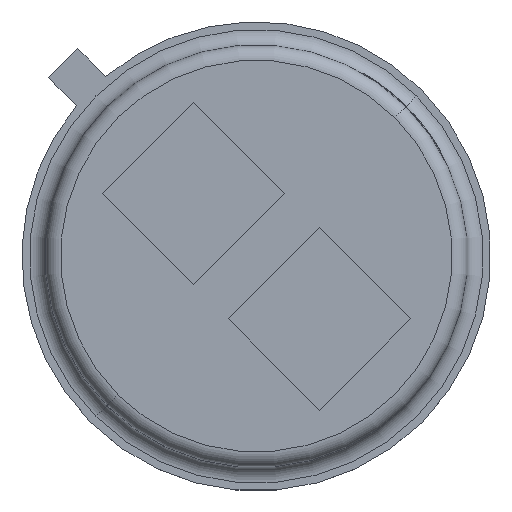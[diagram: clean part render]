
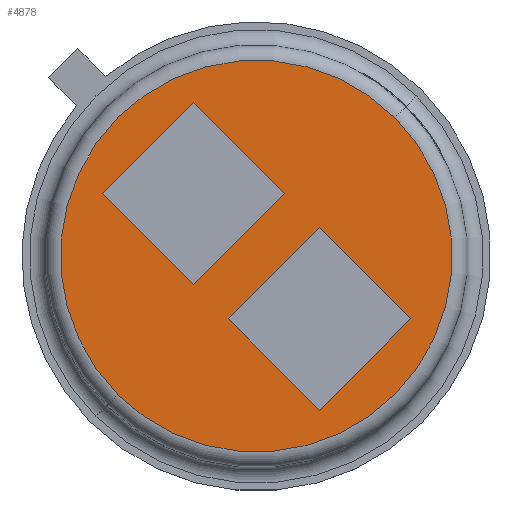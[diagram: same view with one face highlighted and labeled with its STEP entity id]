
A CAD part, top view. The second image highlights one B-rep face of the part: STEP entity #4878.
In plain terms, the highlighted planar face has unit normal (0, 0, 1).
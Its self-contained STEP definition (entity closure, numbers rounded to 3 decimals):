
#134 = VECTOR ( 'NONE', #8058, 1000. ) ;
#196 = DIRECTION ( 'NONE',  ( 0.707, 0.707, 0. ) ) ;
#646 = CARTESIAN_POINT ( 'NONE',  ( -1.22, -0.548, 3. ) ) ;
#687 = EDGE_CURVE ( 'NONE', #13908, #13010, #6269, .T. ) ;
#960 = EDGE_LOOP ( 'NONE', ( #6919, #11324, #10758, #11284 ) ) ;
#1133 = CARTESIAN_POINT ( 'NONE',  ( -2.687, -2.687, 3. ) ) ;
#1535 = CARTESIAN_POINT ( 'NONE',  ( -2.988, 1.22, 3. ) ) ;
#1692 = VERTEX_POINT ( 'NONE', #10588 ) ;
#1828 = DIRECTION ( 'NONE',  ( 0.707, 0.707, 0. ) ) ;
#2090 = VERTEX_POINT ( 'NONE', #3465 ) ;
#2169 = DIRECTION ( 'NONE',  ( 0.707, 0.707, 0. ) ) ;
#2415 = CARTESIAN_POINT ( 'NONE',  ( 1.22, -2.988, 3. ) ) ;
#2538 = EDGE_LOOP ( 'NONE', ( #12481, #13360, #8376, #10066 ) ) ;
#3208 = AXIS2_PLACEMENT_3D ( 'NONE', #5497, #5576, #2169 ) ;
#3307 = VERTEX_POINT ( 'NONE', #8088 ) ;
#3465 = CARTESIAN_POINT ( 'NONE',  ( 2.988, -1.22, 3. ) ) ;
#3577 = CARTESIAN_POINT ( 'NONE',  ( 0.548, 1.22, 3. ) ) ;
#3620 = LINE ( 'NONE', #1535, #9245 ) ;
#3743 = EDGE_CURVE ( 'NONE', #7890, #2090, #13050, .T. ) ;
#3858 = EDGE_LOOP ( 'NONE', ( #7892, #9714 ) ) ;
#4362 = CARTESIAN_POINT ( 'NONE',  ( -1.22, 2.988, 3. ) ) ;
#4733 = EDGE_CURVE ( 'NONE', #3307, #5732, #3620, .T. ) ;
#4878 = ADVANCED_FACE ( 'NONE', ( #8492, #10712, #13192 ), #7371, .T. ) ;
#5207 = VECTOR ( 'NONE', #196, 1000. ) ;
#5345 = VECTOR ( 'NONE', #11929, 1000. ) ;
#5497 = CARTESIAN_POINT ( 'NONE',  ( 0., 0., 3. ) ) ;
#5499 = CARTESIAN_POINT ( 'NONE',  ( 2.988, -1.22, 3. ) ) ;
#5576 = DIRECTION ( 'NONE',  ( 0., 0., 1. ) ) ;
#5732 = VERTEX_POINT ( 'NONE', #9273 ) ;
#5989 = CARTESIAN_POINT ( 'NONE',  ( 0., 0., 3. ) ) ;
#6000 = DIRECTION ( 'NONE',  ( 0.707, 0.707, 0. ) ) ;
#6075 = EDGE_CURVE ( 'NONE', #13010, #13908, #12432, .T. ) ;
#6267 = VECTOR ( 'NONE', #6000, 1000. ) ;
#6269 = CIRCLE ( 'NONE', #7442, 3.8 ) ;
#6285 = LINE ( 'NONE', #646, #6267 ) ;
#6919 = ORIENTED_EDGE ( 'NONE', *, *, #13599, .F. ) ;
#7093 = CARTESIAN_POINT ( 'NONE',  ( 1.22, -2.988, 3. ) ) ;
#7134 = EDGE_CURVE ( 'NONE', #2090, #13376, #11121, .T. ) ;
#7151 = DIRECTION ( 'NONE',  ( 0.707, 0.707, 0. ) ) ;
#7371 = PLANE ( 'NONE',  #10427 ) ;
#7442 = AXIS2_PLACEMENT_3D ( 'NONE', #5989, #8430, #7151 ) ;
#7641 = DIRECTION ( 'NONE',  ( -0.707, 0.707, 0. ) ) ;
#7890 = VERTEX_POINT ( 'NONE', #2415 ) ;
#7892 = ORIENTED_EDGE ( 'NONE', *, *, #6075, .T. ) ;
#7944 = CARTESIAN_POINT ( 'NONE',  ( 1.22, -2.988, 3. ) ) ;
#8058 = DIRECTION ( 'NONE',  ( -0.707, 0.707, 0. ) ) ;
#8088 = CARTESIAN_POINT ( 'NONE',  ( -2.988, 1.22, 3. ) ) ;
#8376 = ORIENTED_EDGE ( 'NONE', *, *, #14549, .F. ) ;
#8430 = DIRECTION ( 'NONE',  ( 0., 0., 1. ) ) ;
#8492 = FACE_OUTER_BOUND ( 'NONE', #3858, .T. ) ;
#8671 = LINE ( 'NONE', #13098, #5345 ) ;
#8789 = CARTESIAN_POINT ( 'NONE',  ( -0.548, -1.22, 3. ) ) ;
#8880 = VECTOR ( 'NONE', #12456, 1000. ) ;
#9245 = VECTOR ( 'NONE', #11661, 1000. ) ;
#9273 = CARTESIAN_POINT ( 'NONE',  ( -1.22, -0.548, 3. ) ) ;
#9540 = EDGE_CURVE ( 'NONE', #11282, #1692, #9956, .T. ) ;
#9714 = ORIENTED_EDGE ( 'NONE', *, *, #687, .T. ) ;
#9724 = CARTESIAN_POINT ( 'NONE',  ( 0., 0., 3. ) ) ;
#9786 = CARTESIAN_POINT ( 'NONE',  ( 2.687, 2.687, 3. ) ) ;
#9956 = LINE ( 'NONE', #4362, #134 ) ;
#10066 = ORIENTED_EDGE ( 'NONE', *, *, #7134, .F. ) ;
#10097 = CARTESIAN_POINT ( 'NONE',  ( -2.988, 1.22, 3. ) ) ;
#10427 = AXIS2_PLACEMENT_3D ( 'NONE', #9724, #11959, #1828 ) ;
#10518 = VECTOR ( 'NONE', #12409, 1000. ) ;
#10588 = CARTESIAN_POINT ( 'NONE',  ( -1.22, 2.988, 3. ) ) ;
#10712 = FACE_BOUND ( 'NONE', #960, .T. ) ;
#10758 = ORIENTED_EDGE ( 'NONE', *, *, #13438, .F. ) ;
#11121 = LINE ( 'NONE', #5499, #11749 ) ;
#11213 = LINE ( 'NONE', #10097, #10518 ) ;
#11282 = VERTEX_POINT ( 'NONE', #3577 ) ;
#11284 = ORIENTED_EDGE ( 'NONE', *, *, #4733, .F. ) ;
#11324 = ORIENTED_EDGE ( 'NONE', *, *, #9540, .F. ) ;
#11605 = CARTESIAN_POINT ( 'NONE',  ( 1.22, 0.548, 3. ) ) ;
#11661 = DIRECTION ( 'NONE',  ( 0.707, -0.707, 0. ) ) ;
#11749 = VECTOR ( 'NONE', #7641, 1000. ) ;
#11929 = DIRECTION ( 'NONE',  ( -0.707, -0.707, 0. ) ) ;
#11959 = DIRECTION ( 'NONE',  ( 0., 0., 1. ) ) ;
#12409 = DIRECTION ( 'NONE',  ( -0.707, -0.707, 0. ) ) ;
#12432 = CIRCLE ( 'NONE', #3208, 3.8 ) ;
#12453 = VERTEX_POINT ( 'NONE', #8789 ) ;
#12456 = DIRECTION ( 'NONE',  ( 0.707, -0.707, 0. ) ) ;
#12481 = ORIENTED_EDGE ( 'NONE', *, *, #3743, .F. ) ;
#13010 = VERTEX_POINT ( 'NONE', #9786 ) ;
#13050 = LINE ( 'NONE', #7093, #5207 ) ;
#13098 = CARTESIAN_POINT ( 'NONE',  ( -0.548, -1.22, 3. ) ) ;
#13192 = FACE_BOUND ( 'NONE', #2538, .T. ) ;
#13360 = ORIENTED_EDGE ( 'NONE', *, *, #14338, .F. ) ;
#13376 = VERTEX_POINT ( 'NONE', #11605 ) ;
#13438 = EDGE_CURVE ( 'NONE', #5732, #11282, #6285, .T. ) ;
#13544 = LINE ( 'NONE', #7944, #8880 ) ;
#13599 = EDGE_CURVE ( 'NONE', #1692, #3307, #11213, .T. ) ;
#13908 = VERTEX_POINT ( 'NONE', #1133 ) ;
#14338 = EDGE_CURVE ( 'NONE', #12453, #7890, #13544, .T. ) ;
#14549 = EDGE_CURVE ( 'NONE', #13376, #12453, #8671, .T. ) ;
